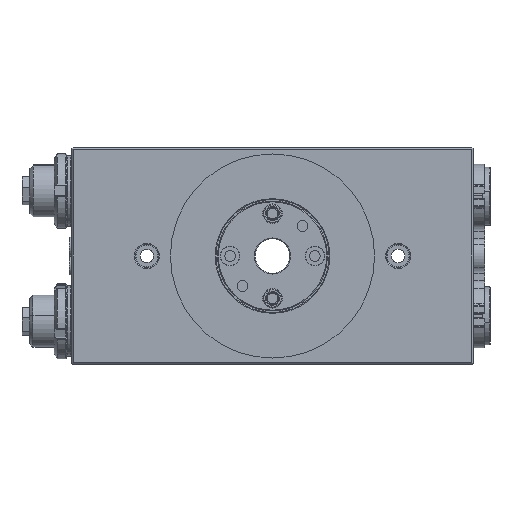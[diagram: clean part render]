
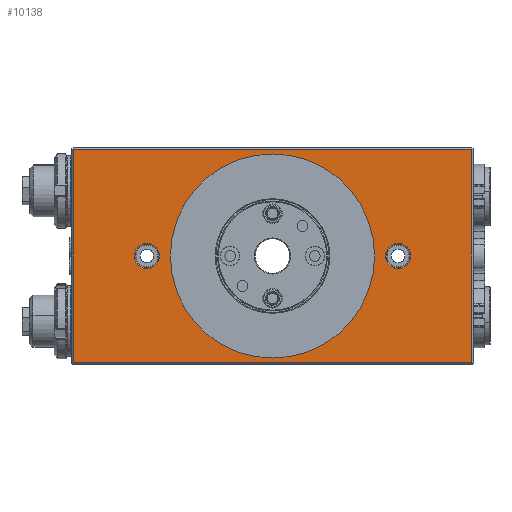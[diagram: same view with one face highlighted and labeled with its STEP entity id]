
A CAD part, front view. The second image highlights one B-rep face of the part: STEP entity #10138.
In plain terms, the highlighted planar face has unit normal (0, -1, 0).
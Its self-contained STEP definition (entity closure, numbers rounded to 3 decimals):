
#201 = EDGE_CURVE ( 'NONE', #57531, #20499, #9511, .T. ) ;
#1228 = EDGE_CURVE ( 'NONE', #17339, #26061, #22243, .T. ) ;
#1920 = LINE ( 'NONE', #43746, #3407 ) ;
#2047 = CARTESIAN_POINT ( 'NONE',  ( 127., -35.5, -67.5 ) ) ;
#2471 = AXIS2_PLACEMENT_3D ( 'NONE', #41879, #27357, #8817 ) ;
#3055 = DIRECTION ( 'NONE',  ( 0., 0., -1. ) ) ;
#3407 = VECTOR ( 'NONE', #53817, 1000. ) ;
#4176 = DIRECTION ( 'NONE',  ( 0., 0., -1. ) ) ;
#4462 = EDGE_LOOP ( 'NONE', ( #58012, #52483 ) ) ;
#6011 = LINE ( 'NONE', #60301, #11910 ) ;
#6458 = AXIS2_PLACEMENT_3D ( 'NONE', #46307, #51016, #4176 ) ;
#7181 = CARTESIAN_POINT ( 'NONE',  ( 128., -35.5, -67.5 ) ) ;
#7542 = VERTEX_POINT ( 'NONE', #40291 ) ;
#8817 = DIRECTION ( 'NONE',  ( 0., 0., -1. ) ) ;
#9511 = CIRCLE ( 'NONE', #2471, 8. ) ;
#10138 = ADVANCED_FACE ( 'NONE', ( #51162, #58497, #24762, #42304 ), #11580, .T. ) ;
#11580 = PLANE ( 'NONE',  #32413 ) ;
#11910 = VECTOR ( 'NONE', #52021, 1000. ) ;
#12654 = CARTESIAN_POINT ( 'NONE',  ( 80., -35.5, 0. ) ) ;
#13756 = AXIS2_PLACEMENT_3D ( 'NONE', #47643, #53154, #24668 ) ;
#13972 = CARTESIAN_POINT ( 'NONE',  ( 80., -35.5, -8. ) ) ;
#14037 = CARTESIAN_POINT ( 'NONE',  ( 0., -35.5, 50.5 ) ) ;
#14680 = ORIENTED_EDGE ( 'NONE', *, *, #43103, .T. ) ;
#16116 = DIRECTION ( 'NONE',  ( 0., -1., 0. ) ) ;
#16841 = DIRECTION ( 'NONE',  ( 0., 1., 0. ) ) ;
#17339 = VERTEX_POINT ( 'NONE', #14037 ) ;
#17671 = CARTESIAN_POINT ( 'NONE',  ( 0., -35.5, -50.5 ) ) ;
#18066 = DIRECTION ( 'NONE',  ( 0., 1., 0. ) ) ;
#18745 = CARTESIAN_POINT ( 'NONE',  ( 127., -35.5, 67.5 ) ) ;
#20499 = VERTEX_POINT ( 'NONE', #35583 ) ;
#20818 = DIRECTION ( 'NONE',  ( 1., 0., 0. ) ) ;
#20890 = EDGE_CURVE ( 'NONE', #25967, #59117, #34865, .T. ) ;
#21623 = CARTESIAN_POINT ( 'NONE',  ( -80., -35.5, -8. ) ) ;
#21896 = CARTESIAN_POINT ( 'NONE',  ( -80., -35.5, 8. ) ) ;
#22157 = CIRCLE ( 'NONE', #32483, 50.5 ) ;
#22243 = CIRCLE ( 'NONE', #6458, 50.5 ) ;
#22901 = EDGE_CURVE ( 'NONE', #7542, #43589, #60425, .T. ) ;
#23389 = CARTESIAN_POINT ( 'NONE',  ( 127., -35.5, 67.5 ) ) ;
#23459 = CARTESIAN_POINT ( 'NONE',  ( -127., -35.5, 67.5 ) ) ;
#23567 = CIRCLE ( 'NONE', #30001, 8. ) ;
#24668 = DIRECTION ( 'NONE',  ( 0., 0., -1. ) ) ;
#24762 = FACE_BOUND ( 'NONE', #26455, .T. ) ;
#24948 = ORIENTED_EDGE ( 'NONE', *, *, #59821, .T. ) ;
#25967 = VERTEX_POINT ( 'NONE', #21623 ) ;
#26061 = VERTEX_POINT ( 'NONE', #17671 ) ;
#26455 = EDGE_LOOP ( 'NONE', ( #24948, #31708 ) ) ;
#26871 = DIRECTION ( 'NONE',  ( 0., 1., 0. ) ) ;
#27357 = DIRECTION ( 'NONE',  ( 0., 1., 0. ) ) ;
#27629 = AXIS2_PLACEMENT_3D ( 'NONE', #31451, #16841, #3055 ) ;
#28009 = DIRECTION ( 'NONE',  ( 0., 0., 1. ) ) ;
#29141 = VERTEX_POINT ( 'NONE', #23459 ) ;
#29700 = VERTEX_POINT ( 'NONE', #23389 ) ;
#30001 = AXIS2_PLACEMENT_3D ( 'NONE', #12654, #26871, #49626 ) ;
#31012 = EDGE_CURVE ( 'NONE', #59117, #25967, #59653, .T. ) ;
#31451 = CARTESIAN_POINT ( 'NONE',  ( -80., -35.5, 0. ) ) ;
#31708 = ORIENTED_EDGE ( 'NONE', *, *, #1228, .T. ) ;
#32408 = EDGE_LOOP ( 'NONE', ( #40192, #55665, #14680, #48015 ) ) ;
#32413 = AXIS2_PLACEMENT_3D ( 'NONE', #34631, #16116, #44437 ) ;
#32483 = AXIS2_PLACEMENT_3D ( 'NONE', #41438, #18066, #36957 ) ;
#32757 = EDGE_CURVE ( 'NONE', #20499, #57531, #23567, .T. ) ;
#34631 = CARTESIAN_POINT ( 'NONE',  ( 0., -35.5, 0. ) ) ;
#34865 = CIRCLE ( 'NONE', #27629, 8. ) ;
#35583 = CARTESIAN_POINT ( 'NONE',  ( 80., -35.5, 8. ) ) ;
#36957 = DIRECTION ( 'NONE',  ( 0., 0., -1. ) ) ;
#38608 = EDGE_LOOP ( 'NONE', ( #58273, #45727 ) ) ;
#40192 = ORIENTED_EDGE ( 'NONE', *, *, #22901, .T. ) ;
#40291 = CARTESIAN_POINT ( 'NONE',  ( -127., -35.5, -67.5 ) ) ;
#41257 = VECTOR ( 'NONE', #20818, 1000. ) ;
#41438 = CARTESIAN_POINT ( 'NONE',  ( 0., -35.5, 0. ) ) ;
#41879 = CARTESIAN_POINT ( 'NONE',  ( 80., -35.5, 0. ) ) ;
#42169 = LINE ( 'NONE', #18745, #46608 ) ;
#42304 = FACE_OUTER_BOUND ( 'NONE', #32408, .T. ) ;
#43103 = EDGE_CURVE ( 'NONE', #29700, #29141, #1920, .T. ) ;
#43589 = VERTEX_POINT ( 'NONE', #2047 ) ;
#43746 = CARTESIAN_POINT ( 'NONE',  ( -128., -35.5, 67.5 ) ) ;
#44437 = DIRECTION ( 'NONE',  ( 0., 0., -1. ) ) ;
#45727 = ORIENTED_EDGE ( 'NONE', *, *, #31012, .T. ) ;
#46307 = CARTESIAN_POINT ( 'NONE',  ( 0., -35.5, 0. ) ) ;
#46608 = VECTOR ( 'NONE', #28009, 1000. ) ;
#47643 = CARTESIAN_POINT ( 'NONE',  ( -80., -35.5, 0. ) ) ;
#48015 = ORIENTED_EDGE ( 'NONE', *, *, #51486, .T. ) ;
#48624 = EDGE_CURVE ( 'NONE', #43589, #29700, #42169, .T. ) ;
#49626 = DIRECTION ( 'NONE',  ( 0., 0., -1. ) ) ;
#51016 = DIRECTION ( 'NONE',  ( 0., 1., 0. ) ) ;
#51162 = FACE_BOUND ( 'NONE', #38608, .T. ) ;
#51486 = EDGE_CURVE ( 'NONE', #29141, #7542, #6011, .T. ) ;
#52021 = DIRECTION ( 'NONE',  ( 0., 0., -1. ) ) ;
#52483 = ORIENTED_EDGE ( 'NONE', *, *, #32757, .T. ) ;
#53154 = DIRECTION ( 'NONE',  ( 0., 1., 0. ) ) ;
#53817 = DIRECTION ( 'NONE',  ( -1., 0., 0. ) ) ;
#55665 = ORIENTED_EDGE ( 'NONE', *, *, #48624, .T. ) ;
#57531 = VERTEX_POINT ( 'NONE', #13972 ) ;
#58012 = ORIENTED_EDGE ( 'NONE', *, *, #201, .T. ) ;
#58273 = ORIENTED_EDGE ( 'NONE', *, *, #20890, .T. ) ;
#58497 = FACE_BOUND ( 'NONE', #4462, .T. ) ;
#59117 = VERTEX_POINT ( 'NONE', #21896 ) ;
#59653 = CIRCLE ( 'NONE', #13756, 8. ) ;
#59821 = EDGE_CURVE ( 'NONE', #26061, #17339, #22157, .T. ) ;
#60301 = CARTESIAN_POINT ( 'NONE',  ( -127., -35.5, -67.5 ) ) ;
#60425 = LINE ( 'NONE', #7181, #41257 ) ;
